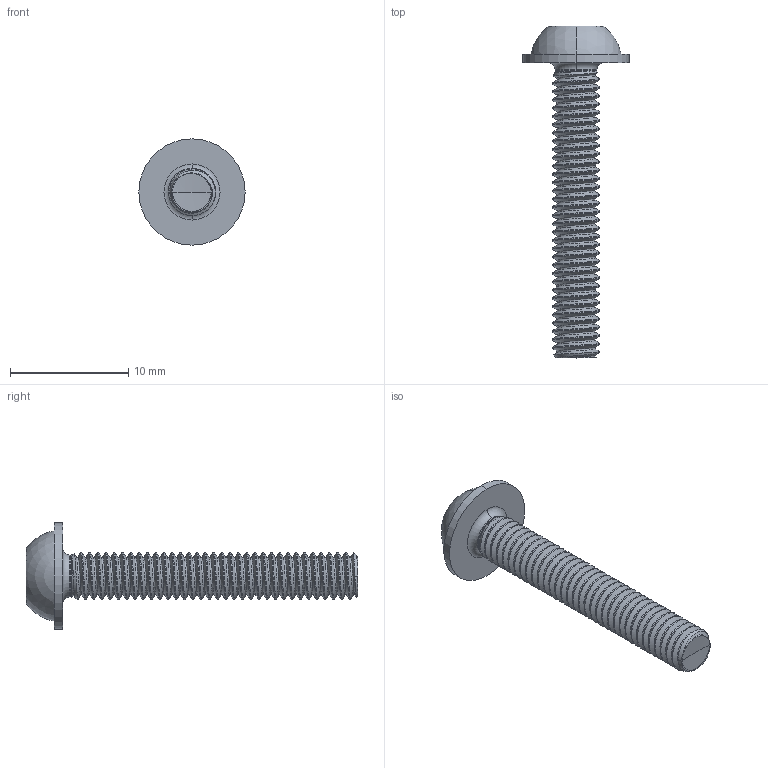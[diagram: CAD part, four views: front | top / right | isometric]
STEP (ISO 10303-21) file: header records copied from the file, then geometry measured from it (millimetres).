
FILE_DESCRIPTION (( 'STEP AP203' ), '1' );
FILE_NAME ('STM380400250.STEP', '2024-02-13T19:47:46', ( '' ), ( '' ), 'SwSTEP 2.0', 'SolidWorks 2015', '' );
FILE_SCHEMA (( 'CONFIG_CONTROL_DESIGN' ));
Length unit declared in the file: millimetre
Products named in the file (1): STM380400250
Bounding box: 9 x 28.1 x 9 mm (x, y, z)
Volume: 360.3 mm3; surface area: 657.5 mm2
Topology: 1 solids, 1 shells, 137 faces, 374 edges, 240 vertices
Faces by surface type: cylinder 91, bspline 18, cone 12, torus 8, sphere 4, plane 4
Entity records: 32473 total; most frequent: CARTESIAN_POINT 29525, ORIENTED_EDGE 744, DIRECTION 457, EDGE_CURVE 372, VERTEX_POINT 240, AXIS2_PLACEMENT_3D 178, EDGE_LOOP 140, ADVANCED_FACE 137
